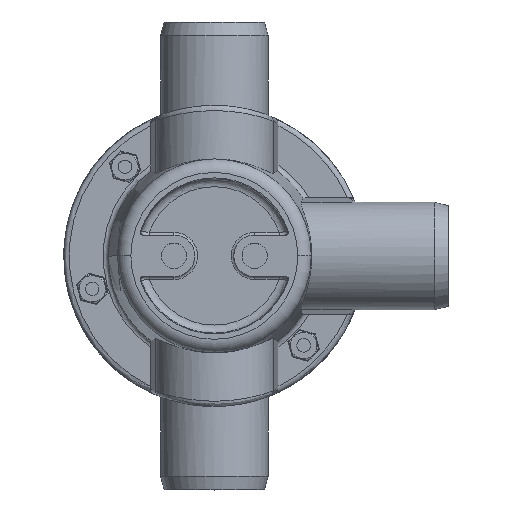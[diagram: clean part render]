
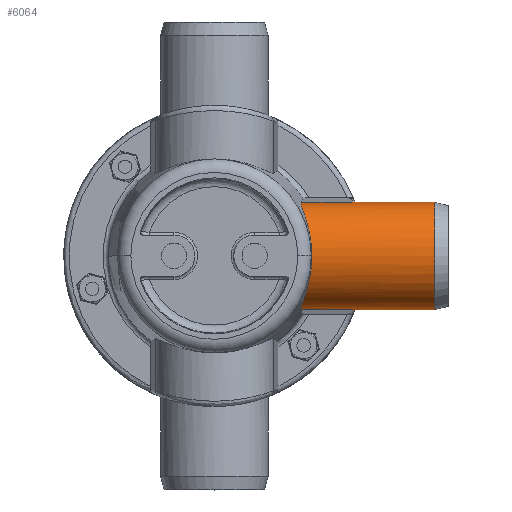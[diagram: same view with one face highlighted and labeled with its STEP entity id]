
A CAD part, top view. The second image highlights one B-rep face of the part: STEP entity #6064.
In plain terms, the highlighted cylindrical face has radius 20 mm (diameter 40 mm), a partial arc.
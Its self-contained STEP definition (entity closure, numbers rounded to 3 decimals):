
#692=DIRECTION('',(1.,0.,0.));
#693=VECTOR('',#692,30.571);
#694=CARTESIAN_POINT('',(51.429,-20.,38.));
#695=LINE('',#694,#693);
#696=DIRECTION('',(-1.,0.,0.));
#697=VECTOR('',#696,30.571);
#698=CARTESIAN_POINT('',(82.,20.,38.));
#699=LINE('',#698,#697);
#700=CARTESIAN_POINT('',(51.429,20.,38.));
#718=CARTESIAN_POINT('',(51.429,-20.,38.));
#738=CARTESIAN_POINT('',(50.936,-19.924,39.743));
#892=CARTESIAN_POINT('',(32.166,-19.924,39.743));
#938=CARTESIAN_POINT('',(32.166,19.924,39.743));
#1004=CARTESIAN_POINT('',(51.429,-20.,38.));
#1005=CARTESIAN_POINT('',(51.375,-20.,38.194));
#1006=CARTESIAN_POINT('',(51.267,-19.994,38.581));
#1007=CARTESIAN_POINT('',(51.103,-19.969,39.163));
#1008=CARTESIAN_POINT('',(50.991,-19.941,39.55));
#1009=CARTESIAN_POINT('',(50.936,-19.924,39.743));
#1011=DIRECTION('',(-1.,0.,0.));
#1012=VECTOR('',#1011,18.77);
#1013=CARTESIAN_POINT('',(50.936,-19.924,39.743));
#1014=LINE('',#1013,#1012);
#1015=CARTESIAN_POINT('',(32.166,-19.924,39.743));
#1016=CARTESIAN_POINT('',(32.112,-19.828,40.839));
#1017=CARTESIAN_POINT('',(32.115,-19.452,43.088));
#1018=CARTESIAN_POINT('',(32.504,-18.195,46.587));
#1019=CARTESIAN_POINT('',(33.206,-16.267,49.827));
#1020=CARTESIAN_POINT('',(34.029,-13.876,52.558));
#1021=CARTESIAN_POINT('',(34.892,-10.914,54.906));
#1022=CARTESIAN_POINT('',(35.641,-7.466,56.69));
#1023=CARTESIAN_POINT('',(36.132,-3.727,57.774));
#1024=CARTESIAN_POINT('',(36.238,-1.232,58.));
#1025=CARTESIAN_POINT('',(36.238,0.,58.));
#1027=CARTESIAN_POINT('',(36.238,0.,58.));
#1028=CARTESIAN_POINT('',(36.238,1.132,58.));
#1029=CARTESIAN_POINT('',(36.148,3.457,57.808));
#1030=CARTESIAN_POINT('',(35.712,7.038,56.849));
#1031=CARTESIAN_POINT('',(34.997,10.497,55.166));
#1032=CARTESIAN_POINT('',(34.145,13.515,52.899));
#1033=CARTESIAN_POINT('',(33.286,16.048,50.132));
#1034=CARTESIAN_POINT('',(32.551,18.06,46.882));
#1035=CARTESIAN_POINT('',(32.118,19.424,43.237));
#1036=CARTESIAN_POINT('',(32.11,19.823,40.892));
#1037=CARTESIAN_POINT('',(32.166,19.924,39.743));
#1039=DIRECTION('',(1.,0.,0.));
#1040=VECTOR('',#1039,18.77);
#1041=CARTESIAN_POINT('',(32.166,19.924,39.743));
#1042=LINE('',#1041,#1040);
#1043=CARTESIAN_POINT('',(50.936,19.924,39.743));
#1044=CARTESIAN_POINT('',(50.991,19.941,39.55));
#1045=CARTESIAN_POINT('',(51.103,19.969,39.163));
#1046=CARTESIAN_POINT('',(51.267,19.994,38.581));
#1047=CARTESIAN_POINT('',(51.375,20.,38.194));
#1048=CARTESIAN_POINT('',(51.429,20.,38.));
#1054=CARTESIAN_POINT('',(82.,0.,38.));
#1055=DIRECTION('',(-1.,0.,0.));
#1056=DIRECTION('',(0.,-1.,0.));
#1057=AXIS2_PLACEMENT_3D('',#1054,#1055,#1056);
#1059=CARTESIAN_POINT('',(82.,0.,38.));
#1060=DIRECTION('',(-1.,0.,0.));
#1061=DIRECTION('',(0.,0.,1.));
#1062=AXIS2_PLACEMENT_3D('',#1059,#1060,#1061);
#4348=VERTEX_POINT('',#700);
#4349=VERTEX_POINT('',#1043);
#4350=VERTEX_POINT('',#718);
#4351=CARTESIAN_POINT('',(82.,-20.,38.));
#4352=VERTEX_POINT('',#4351);
#4355=CARTESIAN_POINT('',(82.,20.,38.));
#4356=VERTEX_POINT('',#4355);
#4358=VERTEX_POINT('',#738);
#4365=VERTEX_POINT('',#892);
#4387=CARTESIAN_POINT('',(36.238,0.,58.));
#4388=VERTEX_POINT('',#4387);
#4389=VERTEX_POINT('',#938);
#4392=CARTESIAN_POINT('',(82.,0.,58.));
#4393=VERTEX_POINT('',#4392);
#6045=CARTESIAN_POINT('',(32.113,0.,38.));
#6046=DIRECTION('',(1.,0.,0.));
#6047=DIRECTION('',(0.,1.,0.));
#6048=AXIS2_PLACEMENT_3D('',#6045,#6046,#6047);
#6049=CYLINDRICAL_SURFACE('',#6048,20.);
#6050=ORIENTED_EDGE('',*,*,#5819,.F.);
#6051=ORIENTED_EDGE('',*,*,#5842,.T.);
#6052=ORIENTED_EDGE('',*,*,#5879,.T.);
#6053=ORIENTED_EDGE('',*,*,#5972,.T.);
#6054=ORIENTED_EDGE('',*,*,#5992,.T.);
#6055=ORIENTED_EDGE('',*,*,#6036,.T.);
#6056=ORIENTED_EDGE('',*,*,#5803,.T.);
#6057=ORIENTED_EDGE('',*,*,#5825,.F.);
#6059=ORIENTED_EDGE('',*,*,#6058,.F.);
#6061=ORIENTED_EDGE('',*,*,#6060,.F.);
#6062=EDGE_LOOP('',(#6050,#6051,#6052,#6053,#6054,#6055,#6056,#6057,#6059,
#6061));
#6063=FACE_OUTER_BOUND('',#6062,.F.);
#1010=B_SPLINE_CURVE_WITH_KNOTS('',3,(#1004,#1005,#1006,#1007,#1008,#1009),
.UNSPECIFIED.,.F.,.F.,(4,1,1,4),(0.,0.333,0.667,1.),
.UNSPECIFIED.);
#1026=B_SPLINE_CURVE_WITH_KNOTS('',3,(#1015,#1016,#1017,#1018,#1019,#1020,#1021,
#1022,#1023,#1024,#1025),.UNSPECIFIED.,.F.,.F.,(4,1,1,1,1,1,1,1,4),(0.,
0.125,0.25,0.375,0.5,0.625,0.75,0.875,1.),.UNSPECIFIED.);
#1038=B_SPLINE_CURVE_WITH_KNOTS('',3,(#1027,#1028,#1029,#1030,#1031,#1032,#1033,
#1034,#1035,#1036,#1037),.UNSPECIFIED.,.F.,.F.,(4,1,1,1,1,1,1,1,4),(0.,
0.125,0.25,0.375,0.5,0.625,0.75,0.875,1.),.UNSPECIFIED.);
#1049=B_SPLINE_CURVE_WITH_KNOTS('',3,(#1043,#1044,#1045,#1046,#1047,#1048),
.UNSPECIFIED.,.F.,.F.,(4,1,1,4),(0.,0.333,0.667,1.),
.UNSPECIFIED.);
#1058=CIRCLE('',#1057,20.);
#1063=CIRCLE('',#1062,20.);
#5803=EDGE_CURVE('',#4349,#4348,#1049,.T.);
#5819=EDGE_CURVE('',#4350,#4352,#695,.T.);
#5825=EDGE_CURVE('',#4356,#4348,#699,.T.);
#5842=EDGE_CURVE('',#4350,#4358,#1010,.T.);
#5879=EDGE_CURVE('',#4358,#4365,#1014,.T.);
#5972=EDGE_CURVE('',#4365,#4388,#1026,.T.);
#5992=EDGE_CURVE('',#4388,#4389,#1038,.T.);
#6036=EDGE_CURVE('',#4389,#4349,#1042,.T.);
#6058=EDGE_CURVE('',#4393,#4356,#1063,.T.);
#6060=EDGE_CURVE('',#4352,#4393,#1058,.T.);
#6064=ADVANCED_FACE('',(#6063),#6049,.T.);
